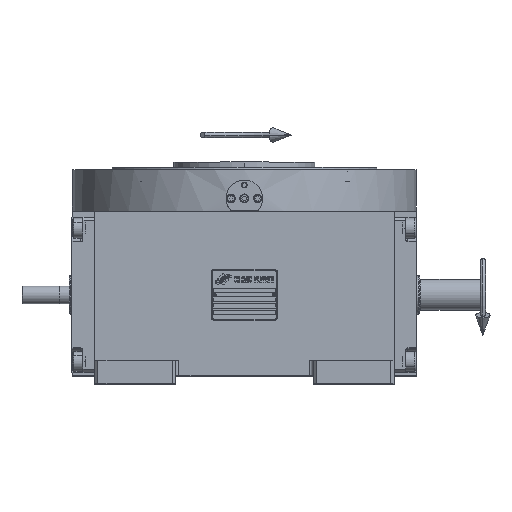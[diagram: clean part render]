
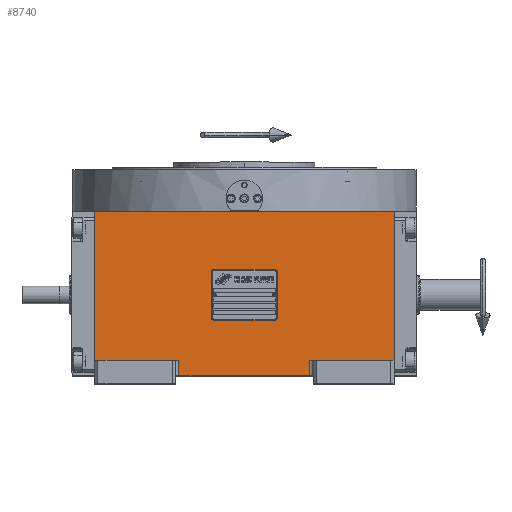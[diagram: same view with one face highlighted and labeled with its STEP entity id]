
A CAD part, top view. The second image highlights one B-rep face of the part: STEP entity #8740.
In plain terms, the highlighted planar face has unit normal (0, 0, 1).
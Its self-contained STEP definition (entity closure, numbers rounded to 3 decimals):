
#582 = EDGE_CURVE ( 'NONE', #6797, #36599, #30367, .T. ) ;
#719 = VECTOR ( 'NONE', #63897, 1000. ) ;
#732 = VERTEX_POINT ( 'NONE', #21857 ) ;
#1010 = LINE ( 'NONE', #65503, #27834 ) ;
#1262 = VERTEX_POINT ( 'NONE', #33080 ) ;
#1735 = EDGE_CURVE ( 'NONE', #1262, #45414, #20482, .T. ) ;
#2224 = ORIENTED_EDGE ( 'NONE', *, *, #38380, .T. ) ;
#3834 = CARTESIAN_POINT ( 'NONE',  ( 59., -59., 226. ) ) ;
#5262 = VECTOR ( 'NONE', #61741, 1000. ) ;
#5498 = CARTESIAN_POINT ( 'NONE',  ( 59., -73., 226. ) ) ;
#6797 = VERTEX_POINT ( 'NONE', #3834 ) ;
#6984 = DIRECTION ( 'NONE',  ( 0., 1., 0. ) ) ;
#8661 = EDGE_LOOP ( 'NONE', ( #18187, #60668, #29769, #8886, #58978, #39381, #2224, #43201 ) ) ;
#8740 = ADVANCED_FACE ( 'NONE', ( #37216 ), #46746, .T. ) ;
#8886 = ORIENTED_EDGE ( 'NONE', *, *, #12853, .T. ) ;
#9371 = CARTESIAN_POINT ( 'NONE',  ( -135., -73., 226. ) ) ;
#11870 = VECTOR ( 'NONE', #6984, 1000. ) ;
#12271 = CARTESIAN_POINT ( 'NONE',  ( 135., -59., 226. ) ) ;
#12853 = EDGE_CURVE ( 'NONE', #36599, #45414, #17551, .T. ) ;
#13737 = CARTESIAN_POINT ( 'NONE',  ( -135., -59., 226. ) ) ;
#14054 = VECTOR ( 'NONE', #41307, 1000. ) ;
#16487 = DIRECTION ( 'NONE',  ( 0., 1., 0. ) ) ;
#17269 = LINE ( 'NONE', #38788, #54482 ) ;
#17551 = LINE ( 'NONE', #12271, #11870 ) ;
#18187 = ORIENTED_EDGE ( 'NONE', *, *, #22675, .T. ) ;
#20216 = DIRECTION ( 'NONE',  ( 1., 0., 0. ) ) ;
#20482 = LINE ( 'NONE', #67521, #719 ) ;
#21337 = CARTESIAN_POINT ( 'NONE',  ( 135., -59., 226. ) ) ;
#21857 = CARTESIAN_POINT ( 'NONE',  ( -59., -59., 226. ) ) ;
#22675 = EDGE_CURVE ( 'NONE', #25247, #68630, #17269, .T. ) ;
#25247 = VERTEX_POINT ( 'NONE', #50390 ) ;
#27834 = VECTOR ( 'NONE', #16487, 1000. ) ;
#29769 = ORIENTED_EDGE ( 'NONE', *, *, #582, .T. ) ;
#30367 = LINE ( 'NONE', #46580, #14054 ) ;
#31079 = VECTOR ( 'NONE', #49157, 1000. ) ;
#33080 = CARTESIAN_POINT ( 'NONE',  ( -135., 75., 226. ) ) ;
#33638 = EDGE_CURVE ( 'NONE', #6797, #68630, #66770, .T. ) ;
#36082 = EDGE_CURVE ( 'NONE', #25247, #732, #1010, .T. ) ;
#36599 = VERTEX_POINT ( 'NONE', #21337 ) ;
#37074 = VECTOR ( 'NONE', #20216, 1000. ) ;
#37216 = FACE_OUTER_BOUND ( 'NONE', #8661, .T. ) ;
#38380 = EDGE_CURVE ( 'NONE', #54444, #732, #42464, .T. ) ;
#38788 = CARTESIAN_POINT ( 'NONE',  ( -59., -73., 226. ) ) ;
#39381 = ORIENTED_EDGE ( 'NONE', *, *, #48627, .F. ) ;
#41307 = DIRECTION ( 'NONE',  ( 1., 0., 0. ) ) ;
#42464 = LINE ( 'NONE', #52680, #37074 ) ;
#43201 = ORIENTED_EDGE ( 'NONE', *, *, #36082, .F. ) ;
#43737 = CARTESIAN_POINT ( 'NONE',  ( 135., 75., 226. ) ) ;
#43846 = CARTESIAN_POINT ( 'NONE',  ( 59., -59., 226. ) ) ;
#45414 = VERTEX_POINT ( 'NONE', #43737 ) ;
#46580 = CARTESIAN_POINT ( 'NONE',  ( 59., -59., 226. ) ) ;
#46746 = PLANE ( 'NONE',  #56557 ) ;
#47097 = DIRECTION ( 'NONE',  ( 0., 0., 1. ) ) ;
#48627 = EDGE_CURVE ( 'NONE', #54444, #1262, #63117, .T. ) ;
#49157 = DIRECTION ( 'NONE',  ( 0., -1., 0. ) ) ;
#50390 = CARTESIAN_POINT ( 'NONE',  ( -59., -73., 226. ) ) ;
#51483 = CARTESIAN_POINT ( 'NONE',  ( -135., -59., 226. ) ) ;
#52680 = CARTESIAN_POINT ( 'NONE',  ( -135., -59., 226. ) ) ;
#54444 = VERTEX_POINT ( 'NONE', #51483 ) ;
#54482 = VECTOR ( 'NONE', #60329, 1000. ) ;
#56557 = AXIS2_PLACEMENT_3D ( 'NONE', #9371, #47097, #58398 ) ;
#58398 = DIRECTION ( 'NONE',  ( 1., 0., 0. ) ) ;
#58978 = ORIENTED_EDGE ( 'NONE', *, *, #1735, .F. ) ;
#60329 = DIRECTION ( 'NONE',  ( 1., 0., 0. ) ) ;
#60668 = ORIENTED_EDGE ( 'NONE', *, *, #33638, .F. ) ;
#61741 = DIRECTION ( 'NONE',  ( 0., 1., 0. ) ) ;
#63117 = LINE ( 'NONE', #13737, #5262 ) ;
#63897 = DIRECTION ( 'NONE',  ( 1., 0., 0. ) ) ;
#65503 = CARTESIAN_POINT ( 'NONE',  ( -59., -73., 226. ) ) ;
#66770 = LINE ( 'NONE', #43846, #31079 ) ;
#67521 = CARTESIAN_POINT ( 'NONE',  ( -135., 75., 226. ) ) ;
#68630 = VERTEX_POINT ( 'NONE', #5498 ) ;
